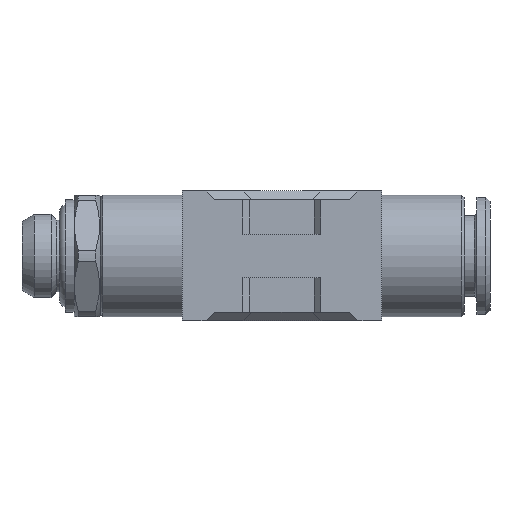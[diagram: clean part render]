
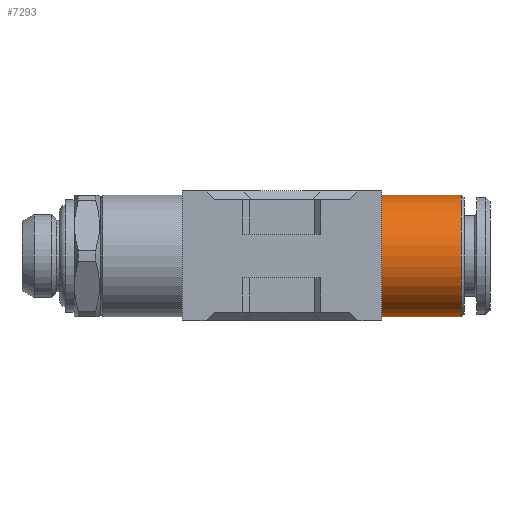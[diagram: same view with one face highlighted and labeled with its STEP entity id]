
A CAD part, front view. The second image highlights one B-rep face of the part: STEP entity #7293.
In plain terms, the highlighted cylindrical face has radius 7 mm (diameter 14 mm), a partial arc.
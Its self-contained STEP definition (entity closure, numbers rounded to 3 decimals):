
#488 = CARTESIAN_POINT ( 'NONE',  ( 20.7, 7.775, 7. ) ) ;
#514 = CARTESIAN_POINT ( 'NONE',  ( 11.5, 7.775, 7. ) ) ;
#526 = CARTESIAN_POINT ( 'NONE',  ( 11.5, 7.775, -7. ) ) ;
#680 = EDGE_CURVE ( 'NONE', #4485, #3373, #2286, .T. ) ;
#1114 = CARTESIAN_POINT ( 'NONE',  ( -16.695, 7.775, 7. ) ) ;
#1115 = DIRECTION ( 'NONE',  ( -1., 0., 0. ) ) ;
#1281 = EDGE_CURVE ( 'NONE', #4485, #3416, #1685, .T. ) ;
#1685 = LINE ( 'NONE', #6107, #2727 ) ;
#1774 = LINE ( 'NONE', #1114, #8105 ) ;
#2010 = ORIENTED_EDGE ( 'NONE', *, *, #2370, .T. ) ;
#2196 = ORIENTED_EDGE ( 'NONE', *, *, #8152, .T. ) ;
#2202 = ORIENTED_EDGE ( 'NONE', *, *, #1281, .F. ) ;
#2209 = ORIENTED_EDGE ( 'NONE', *, *, #680, .T. ) ;
#2286 = CIRCLE ( 'NONE', #2339, 7. ) ;
#2339 = AXIS2_PLACEMENT_3D ( 'NONE', #4329, #3019, #3024 ) ;
#2370 = EDGE_CURVE ( 'NONE', #3373, #3403, #1774, .T. ) ;
#2669 = CIRCLE ( 'NONE', #2680, 7. ) ;
#2680 = AXIS2_PLACEMENT_3D ( 'NONE', #6607, #6608, #6609 ) ;
#2727 = VECTOR ( 'NONE', #6031, 1000. ) ;
#2936 = AXIS2_PLACEMENT_3D ( 'NONE', #6385, #6386, #6387 ) ;
#3019 = DIRECTION ( 'NONE',  ( -1., 0., 0. ) ) ;
#3024 = DIRECTION ( 'NONE',  ( 0., 0., 1. ) ) ;
#3373 = VERTEX_POINT ( 'NONE', #488 ) ;
#3403 = VERTEX_POINT ( 'NONE', #514 ) ;
#3416 = VERTEX_POINT ( 'NONE', #526 ) ;
#4329 = CARTESIAN_POINT ( 'NONE',  ( 20.7, 7.775, 0. ) ) ;
#4485 = VERTEX_POINT ( 'NONE', #5129 ) ;
#5129 = CARTESIAN_POINT ( 'NONE',  ( 20.7, 7.775, -7. ) ) ;
#6005 = FACE_OUTER_BOUND ( 'NONE', #7799, .T. ) ;
#6006 = CYLINDRICAL_SURFACE ( 'NONE', #2936, 7. ) ;
#6031 = DIRECTION ( 'NONE',  ( -1., 0., 0. ) ) ;
#6107 = CARTESIAN_POINT ( 'NONE',  ( -16.695, 7.775, -7. ) ) ;
#6385 = CARTESIAN_POINT ( 'NONE',  ( -16.695, 7.775, 0. ) ) ;
#6386 = DIRECTION ( 'NONE',  ( -1., 0., 0. ) ) ;
#6387 = DIRECTION ( 'NONE',  ( 0., 0., 1. ) ) ;
#6607 = CARTESIAN_POINT ( 'NONE',  ( 11.5, 7.775, 0. ) ) ;
#6608 = DIRECTION ( 'NONE',  ( 1., 0., 0. ) ) ;
#6609 = DIRECTION ( 'NONE',  ( 0., 0., 1. ) ) ;
#7293 = ADVANCED_FACE ( 'NONE', ( #6005 ), #6006, .T. ) ;
#7799 = EDGE_LOOP ( 'NONE', ( #2202, #2209, #2010, #2196 ) ) ;
#8105 = VECTOR ( 'NONE', #1115, 1000. ) ;
#8152 = EDGE_CURVE ( 'NONE', #3403, #3416, #2669, .T. ) ;
